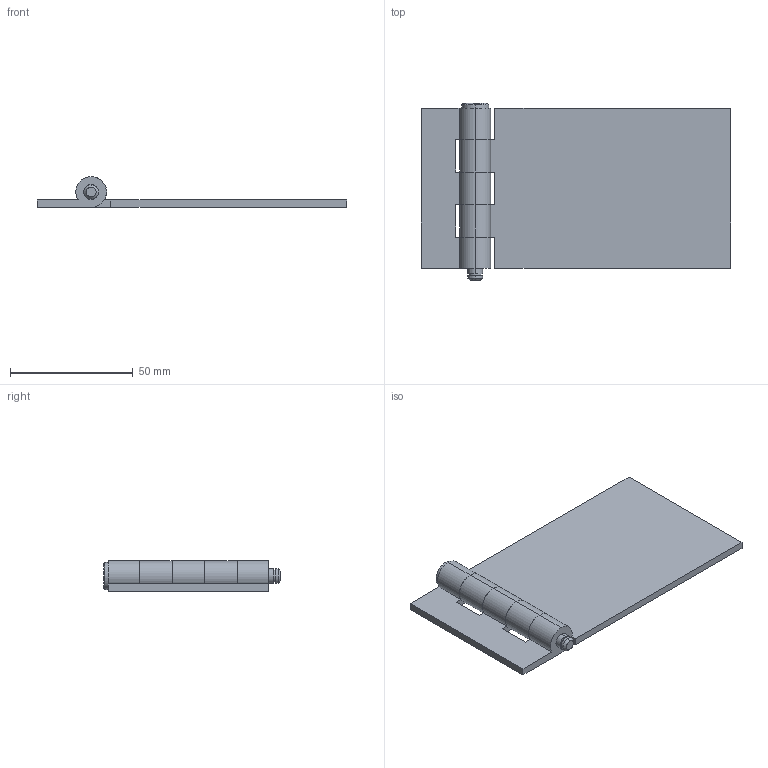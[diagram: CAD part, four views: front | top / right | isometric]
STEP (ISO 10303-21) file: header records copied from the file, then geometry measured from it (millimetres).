
FILE_DESCRIPTION (( 'STEP AP203' ), '1' );
FILE_NAME ('B-1508-A-2.STEP', '2008-11-21T08:14:40', ( ' ' ), ( ' ' ), 'SwSTEP 2.0', 'SolidWorks 2007', '' );
FILE_SCHEMA (( 'CONFIG_CONTROL_DESIGN' ));
Length unit declared in the file: millimetre
Products named in the file (4): B-1508-A-2; B-1508-A-2僔儍僼僩__B-99-2; B-1508-A-2咁毆B_蹬怮椔; B-1508-A-2咁毆A_蹬怮椔
Assembly tree (3 placements, depth 2):
  B-1508-A-2
    B-1508-A-2咁毆A_蹬怮椔
    B-1508-A-2咁毆B_蹬怮椔
    B-1508-A-2僔儍僼僩__B-99-2
Bounding box: 126 x 72 x 12.5 mm (x, y, z)
Volume: 30501.7 mm3; surface area: 22252.8 mm2
Topology: 3 solids, 3 shells, 60 faces, 149 edges, 98 vertices
Faces by surface type: cylinder 28, plane 28, cone 4
Entity records: 2235 total; most frequent: DIRECTION 341, CARTESIAN_POINT 313, ORIENTED_EDGE 298, EDGE_CURVE 149, AXIS2_PLACEMENT_3D 126, VERTEX_POINT 98, VECTOR 89, LINE 89
